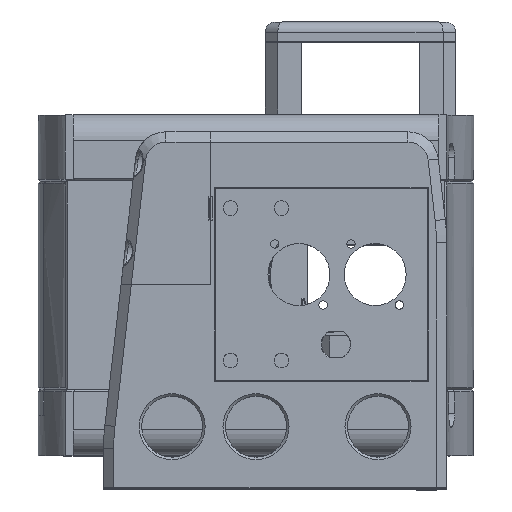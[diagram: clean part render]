
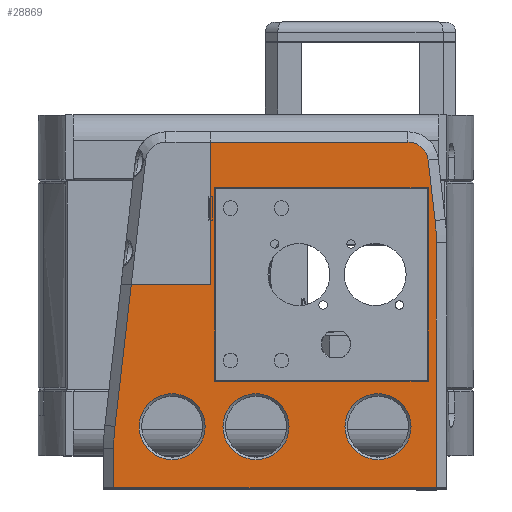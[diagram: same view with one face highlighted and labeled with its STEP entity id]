
A CAD part, top view. The second image highlights one B-rep face of the part: STEP entity #28869.
In plain terms, the highlighted planar face has unit normal (0, 0, 1).
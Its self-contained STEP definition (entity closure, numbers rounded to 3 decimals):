
#457=FACE_BOUND('',#5083,.T.);
#458=FACE_BOUND('',#5084,.T.);
#459=FACE_BOUND('',#5085,.T.);
#460=FACE_BOUND('',#5086,.T.);
#1337=CIRCLE('',#31039,13.);
#1338=CIRCLE('',#31041,76.);
#1339=CIRCLE('',#31042,76.);
#1340=CIRCLE('',#31043,8.);
#1341=CIRCLE('',#31044,13.);
#1342=CIRCLE('',#31045,13.);
#3118=FACE_OUTER_BOUND('',#5082,.T.);
#5082=EDGE_LOOP('',(#25009,#25010,#25011,#25012,#25013,#25014,#25015,#25016,
#25017,#25018,#25019));
#5083=EDGE_LOOP('',(#25020));
#5084=EDGE_LOOP('',(#25021,#25022,#25023,#25024));
#5085=EDGE_LOOP('',(#25025));
#5086=EDGE_LOOP('',(#25026));
#7921=LINE('',#48492,#11101);
#8090=LINE('',#48862,#11270);
#8102=LINE('',#48928,#11282);
#8103=LINE('',#48930,#11283);
#8104=LINE('',#48933,#11284);
#8105=LINE('',#48935,#11285);
#8106=LINE('',#48939,#11286);
#8107=LINE('',#48942,#11287);
#8108=LINE('',#48947,#11288);
#8109=LINE('',#48949,#11289);
#8110=LINE('',#48951,#11290);
#8111=LINE('',#48952,#11291);
#11101=VECTOR('',#37549,10.);
#11270=VECTOR('',#37844,10.);
#11282=VECTOR('',#37920,10.);
#11283=VECTOR('',#37921,10.);
#11284=VECTOR('',#37924,10.);
#11285=VECTOR('',#37925,10.);
#11286=VECTOR('',#37928,10.);
#11287=VECTOR('',#37931,10.);
#11288=VECTOR('',#37934,10.);
#11289=VECTOR('',#37935,10.);
#11290=VECTOR('',#37936,10.);
#11291=VECTOR('',#37937,10.);
#13727=VERTEX_POINT('',#48489);
#13728=VERTEX_POINT('',#48491);
#13865=VERTEX_POINT('',#48859);
#13866=VERTEX_POINT('',#48861);
#13887=VERTEX_POINT('',#48923);
#13888=VERTEX_POINT('',#48927);
#13889=VERTEX_POINT('',#48929);
#13890=VERTEX_POINT('',#48931);
#13891=VERTEX_POINT('',#48934);
#13892=VERTEX_POINT('',#48936);
#13893=VERTEX_POINT('',#48938);
#13894=VERTEX_POINT('',#48940);
#13895=VERTEX_POINT('',#48943);
#13896=VERTEX_POINT('',#48945);
#13897=VERTEX_POINT('',#48946);
#13898=VERTEX_POINT('',#48948);
#13899=VERTEX_POINT('',#48950);
#13900=VERTEX_POINT('',#48953);
#17450=EDGE_CURVE('',#13728,#13727,#7921,.T.);
#17636=EDGE_CURVE('',#13866,#13865,#8090,.T.);
#17665=EDGE_CURVE('',#13887,#13887,#1337,.T.);
#17667=EDGE_CURVE('',#13727,#13888,#8102,.T.);
#17668=EDGE_CURVE('',#13889,#13888,#8103,.T.);
#17669=EDGE_CURVE('',#13890,#13889,#1338,.T.);
#17670=EDGE_CURVE('',#13866,#13890,#8104,.T.);
#17671=EDGE_CURVE('',#13891,#13865,#8105,.T.);
#17672=EDGE_CURVE('',#13892,#13891,#1339,.T.);
#17673=EDGE_CURVE('',#13893,#13892,#8106,.T.);
#17674=EDGE_CURVE('',#13894,#13893,#1340,.T.);
#17675=EDGE_CURVE('',#13728,#13894,#8107,.T.);
#17676=EDGE_CURVE('',#13895,#13895,#1341,.T.);
#17677=EDGE_CURVE('',#13896,#13897,#8108,.T.);
#17678=EDGE_CURVE('',#13897,#13898,#8109,.T.);
#17679=EDGE_CURVE('',#13898,#13899,#8110,.T.);
#17680=EDGE_CURVE('',#13899,#13896,#8111,.T.);
#17681=EDGE_CURVE('',#13900,#13900,#1342,.T.);
#25009=ORIENTED_EDGE('',*,*,#17667,.T.);
#25010=ORIENTED_EDGE('',*,*,#17668,.F.);
#25011=ORIENTED_EDGE('',*,*,#17669,.F.);
#25012=ORIENTED_EDGE('',*,*,#17670,.F.);
#25013=ORIENTED_EDGE('',*,*,#17636,.T.);
#25014=ORIENTED_EDGE('',*,*,#17671,.F.);
#25015=ORIENTED_EDGE('',*,*,#17672,.F.);
#25016=ORIENTED_EDGE('',*,*,#17673,.F.);
#25017=ORIENTED_EDGE('',*,*,#17674,.F.);
#25018=ORIENTED_EDGE('',*,*,#17675,.F.);
#25019=ORIENTED_EDGE('',*,*,#17450,.T.);
#25020=ORIENTED_EDGE('',*,*,#17676,.F.);
#25021=ORIENTED_EDGE('',*,*,#17677,.T.);
#25022=ORIENTED_EDGE('',*,*,#17678,.T.);
#25023=ORIENTED_EDGE('',*,*,#17679,.T.);
#25024=ORIENTED_EDGE('',*,*,#17680,.T.);
#25025=ORIENTED_EDGE('',*,*,#17681,.F.);
#25026=ORIENTED_EDGE('',*,*,#17665,.F.);
#27247=PLANE('',#31040);
#28869=ADVANCED_FACE('',(#3118,#457,#458,#459,#460),#27247,.T.);
#31039=AXIS2_PLACEMENT_3D('',#48924,#37915,#37916);
#31040=AXIS2_PLACEMENT_3D('',#48926,#37918,#37919);
#31041=AXIS2_PLACEMENT_3D('',#48932,#37922,#37923);
#31042=AXIS2_PLACEMENT_3D('',#48937,#37926,#37927);
#31043=AXIS2_PLACEMENT_3D('',#48941,#37929,#37930);
#31044=AXIS2_PLACEMENT_3D('',#48944,#37932,#37933);
#31045=AXIS2_PLACEMENT_3D('',#48954,#37938,#37939);
#37549=DIRECTION('',(0.,-1.,0.));
#37844=DIRECTION('',(1.,0.,0.));
#37915=DIRECTION('center_axis',(0.,0.,1.));
#37916=DIRECTION('ref_axis',(-1.,0.,0.));
#37918=DIRECTION('center_axis',(0.,0.,1.));
#37919=DIRECTION('ref_axis',(1.,0.,0.));
#37920=DIRECTION('',(-1.,0.,0.));
#37921=DIRECTION('',(0.114,0.993,0.));
#37922=DIRECTION('center_axis',(0.,0.,-1.));
#37923=DIRECTION('ref_axis',(-0.998,0.057,0.));
#37924=DIRECTION('',(0.,1.,0.));
#37925=DIRECTION('',(0.,-1.,0.));
#37926=DIRECTION('center_axis',(0.,0.,-1.));
#37927=DIRECTION('ref_axis',(0.998,0.058,0.));
#37928=DIRECTION('',(0.115,-0.993,0.));
#37929=DIRECTION('center_axis',(0.,0.,-1.));
#37930=DIRECTION('ref_axis',(0.665,0.747,0.));
#37931=DIRECTION('',(1.,0.,0.));
#37932=DIRECTION('center_axis',(0.,0.,1.));
#37933=DIRECTION('ref_axis',(-1.,0.,0.));
#37934=DIRECTION('',(-1.,0.,0.));
#37935=DIRECTION('',(0.,1.,0.));
#37936=DIRECTION('',(1.,0.,0.));
#37937=DIRECTION('',(0.,-1.,0.));
#37938=DIRECTION('center_axis',(0.,0.,1.));
#37939=DIRECTION('ref_axis',(-1.,0.,0.));
#48489=CARTESIAN_POINT('',(-17.8,0.,266.));
#48491=CARTESIAN_POINT('',(-17.8,56.,266.));
#48492=CARTESIAN_POINT('',(-17.8,25.,266.));
#48859=CARTESIAN_POINT('',(71.,-80.,266.));
#48861=CARTESIAN_POINT('',(-56.,-80.,266.));
#48862=CARTESIAN_POINT('',(75.,-80.,266.));
#48923=CARTESIAN_POINT('',(61.,-56.,266.));
#48924=CARTESIAN_POINT('Origin',(48.,-56.,266.));
#48926=CARTESIAN_POINT('Origin',(7.5,-10.,266.));
#48927=CARTESIAN_POINT('',(-49.074,0.,266.));
#48928=CARTESIAN_POINT('',(-5.15,0.,266.));
#48929=CARTESIAN_POINT('',(-55.502,-55.902,266.));
#48930=CARTESIAN_POINT('',(-45.849,28.047,266.));
#48931=CARTESIAN_POINT('',(-56.,-64.585,266.));
#48932=CARTESIAN_POINT('Origin',(20.,-64.585,266.));
#48933=CARTESIAN_POINT('',(-56.,-35.,266.));
#48934=CARTESIAN_POINT('',(71.,16.387,266.));
#48935=CARTESIAN_POINT('',(71.,-45.,266.));
#48936=CARTESIAN_POINT('',(70.496,25.122,266.));
#48937=CARTESIAN_POINT('Origin',(-5.,16.387,266.));
#48938=CARTESIAN_POINT('',(67.743,48.919,266.));
#48939=CARTESIAN_POINT('',(72.35,9.098,266.));
#48940=CARTESIAN_POINT('',(59.796,56.,266.));
#48941=CARTESIAN_POINT('Origin',(59.796,48.,266.));
#48942=CARTESIAN_POINT('',(38.994,56.,266.));
#48943=CARTESIAN_POINT('',(13.,-56.,266.));
#48944=CARTESIAN_POINT('Origin',(0.,-56.,266.));
#48945=CARTESIAN_POINT('',(67.7,-38.1,266.));
#48946=CARTESIAN_POINT('',(-16.3,-38.1,266.));
#48947=CARTESIAN_POINT('',(37.6,-38.1,266.));
#48948=CARTESIAN_POINT('',(-16.3,38.1,266.));
#48949=CARTESIAN_POINT('',(-16.3,-24.05,266.));
#48950=CARTESIAN_POINT('',(67.7,38.1,266.));
#48951=CARTESIAN_POINT('',(-4.4,38.1,266.));
#48952=CARTESIAN_POINT('',(67.7,14.05,266.));
#48953=CARTESIAN_POINT('',(-20.,-56.,266.));
#48954=CARTESIAN_POINT('Origin',(-33.,-56.,266.));
